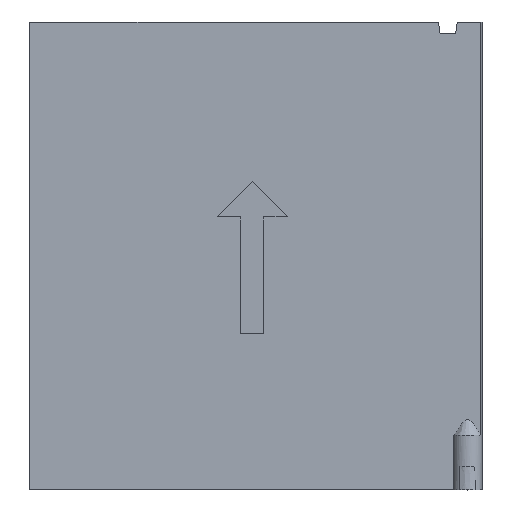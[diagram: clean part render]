
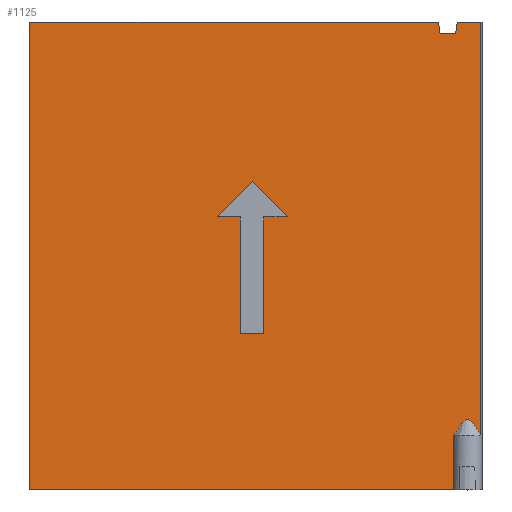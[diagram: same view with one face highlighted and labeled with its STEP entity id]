
A CAD part, top view. The second image highlights one B-rep face of the part: STEP entity #1125.
In plain terms, the highlighted planar face has unit normal (0, 0, 1).
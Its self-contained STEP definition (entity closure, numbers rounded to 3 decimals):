
#344=DIRECTION('',(0.,-1.,0.));
#345=VECTOR('',#344,53.);
#346=CARTESIAN_POINT('',(57.823,0.,0.8));
#347=LINE('',#346,#345);
#351=DIRECTION('',(0.,1.,0.));
#352=VECTOR('',#351,7.);
#353=CARTESIAN_POINT('',(54.377,-60.,0.8));
#354=LINE('',#353,#352);
#358=DIRECTION('',(1.,0.,0.));
#359=VECTOR('',#358,54.377);
#360=CARTESIAN_POINT('',(0.,-60.,0.8));
#361=LINE('',#360,#359);
#365=DIRECTION('',(0.,-1.,0.));
#366=VECTOR('',#365,60.);
#367=CARTESIAN_POINT('',(0.,0.,0.8));
#368=LINE('',#367,#366);
#372=DIRECTION('',(-1.,0.,0.));
#373=VECTOR('',#372,52.4);
#374=CARTESIAN_POINT('',(52.4,0.,0.8));
#375=LINE('',#374,#373);
#379=DIRECTION('',(-0.132,0.991,0.));
#380=VECTOR('',#379,1.513);
#381=CARTESIAN_POINT('',(52.6,-1.5,0.8));
#382=LINE('',#381,#380);
#386=DIRECTION('',(-1.,0.,0.));
#387=VECTOR('',#386,2.);
#388=CARTESIAN_POINT('',(54.6,-1.5,0.8));
#389=LINE('',#388,#387);
#393=DIRECTION('',(-0.132,-0.991,0.));
#394=VECTOR('',#393,1.513);
#395=CARTESIAN_POINT('',(54.8,0.,0.8));
#396=LINE('',#395,#394);
#400=DIRECTION('',(-1.,0.,0.));
#401=VECTOR('',#400,3.023);
#402=CARTESIAN_POINT('',(57.823,0.,0.8));
#403=LINE('',#402,#401);
#407=DIRECTION('',(-0.707,-0.707,0.));
#408=VECTOR('',#407,6.364);
#409=CARTESIAN_POINT('',(28.5,-20.5,0.8));
#410=LINE('',#409,#408);
#414=DIRECTION('',(1.,0.,0.));
#415=VECTOR('',#414,3.);
#416=CARTESIAN_POINT('',(24.,-25.,0.8));
#417=LINE('',#416,#415);
#421=DIRECTION('',(0.,-1.,0.));
#422=VECTOR('',#421,15.);
#423=CARTESIAN_POINT('',(27.,-25.,0.8));
#424=LINE('',#423,#422);
#428=DIRECTION('',(1.,0.,0.));
#429=VECTOR('',#428,3.);
#430=CARTESIAN_POINT('',(27.,-40.,0.8));
#431=LINE('',#430,#429);
#435=DIRECTION('',(0.,1.,0.));
#436=VECTOR('',#435,15.);
#437=CARTESIAN_POINT('',(30.,-40.,0.8));
#438=LINE('',#437,#436);
#442=DIRECTION('',(1.,0.,0.));
#443=VECTOR('',#442,3.);
#444=CARTESIAN_POINT('',(30.,-25.,0.8));
#445=LINE('',#444,#443);
#449=DIRECTION('',(-0.707,0.707,0.));
#450=VECTOR('',#449,6.364);
#451=CARTESIAN_POINT('',(33.,-25.,0.8));
#452=LINE('',#451,#450);
#483=CARTESIAN_POINT('',(54.377,-53.,0.8));
#484=CARTESIAN_POINT('',(54.447,-52.883,0.8));
#485=CARTESIAN_POINT('',(54.584,-52.66,0.8));
#486=CARTESIAN_POINT('',(54.777,-52.354,0.8));
#487=CARTESIAN_POINT('',(54.96,-52.076,0.8));
#488=CARTESIAN_POINT('',(55.133,-51.824,0.8));
#489=CARTESIAN_POINT('',(55.299,-51.6,0.8));
#490=CARTESIAN_POINT('',(55.46,-51.404,0.8));
#491=CARTESIAN_POINT('',(55.618,-51.237,0.8));
#492=CARTESIAN_POINT('',(55.778,-51.105,0.8));
#493=CARTESIAN_POINT('',(55.942,-51.019,0.8));
#494=CARTESIAN_POINT('',(56.1,-50.991,0.8));
#495=CARTESIAN_POINT('',(56.258,-51.019,0.8));
#496=CARTESIAN_POINT('',(56.422,-51.105,0.8));
#497=CARTESIAN_POINT('',(56.582,-51.237,0.8));
#498=CARTESIAN_POINT('',(56.74,-51.404,0.8));
#499=CARTESIAN_POINT('',(56.901,-51.6,0.8));
#500=CARTESIAN_POINT('',(57.067,-51.824,0.8));
#501=CARTESIAN_POINT('',(57.24,-52.076,0.8));
#502=CARTESIAN_POINT('',(57.423,-52.354,0.8));
#503=CARTESIAN_POINT('',(57.616,-52.66,0.8));
#504=CARTESIAN_POINT('',(57.753,-52.883,0.8));
#505=CARTESIAN_POINT('',(57.823,-53.,0.8));
#712=CARTESIAN_POINT('',(0.,0.,0.8));
#713=CARTESIAN_POINT('',(0.,-60.,0.8));
#714=VERTEX_POINT('',#712);
#715=VERTEX_POINT('',#713);
#716=CARTESIAN_POINT('',(52.4,0.,0.8));
#717=VERTEX_POINT('',#716);
#722=CARTESIAN_POINT('',(54.6,-1.5,0.8));
#723=CARTESIAN_POINT('',(52.6,-1.5,0.8));
#724=VERTEX_POINT('',#722);
#725=VERTEX_POINT('',#723);
#728=CARTESIAN_POINT('',(54.8,0.,0.8));
#729=VERTEX_POINT('',#728);
#734=CARTESIAN_POINT('',(54.377,-60.,0.8));
#735=CARTESIAN_POINT('',(54.377,-53.,0.8));
#736=VERTEX_POINT('',#734);
#737=VERTEX_POINT('',#735);
#742=CARTESIAN_POINT('',(57.823,0.,0.8));
#743=CARTESIAN_POINT('',(57.823,-53.,0.8));
#744=VERTEX_POINT('',#742);
#745=VERTEX_POINT('',#743);
#788=CARTESIAN_POINT('',(28.5,-20.5,0.8));
#789=CARTESIAN_POINT('',(24.,-25.,0.8));
#790=VERTEX_POINT('',#788);
#791=VERTEX_POINT('',#789);
#792=CARTESIAN_POINT('',(27.,-25.,0.8));
#793=VERTEX_POINT('',#792);
#794=CARTESIAN_POINT('',(27.,-40.,0.8));
#795=VERTEX_POINT('',#794);
#796=CARTESIAN_POINT('',(30.,-40.,0.8));
#797=VERTEX_POINT('',#796);
#798=CARTESIAN_POINT('',(30.,-25.,0.8));
#799=VERTEX_POINT('',#798);
#800=CARTESIAN_POINT('',(33.,-25.,0.8));
#801=VERTEX_POINT('',#800);
#1091=CARTESIAN_POINT('',(0.,0.,0.8));
#1092=DIRECTION('',(0.,0.,1.));
#1093=DIRECTION('',(1.,0.,0.));
#1094=AXIS2_PLACEMENT_3D('',#1091,#1092,#1093);
#1095=PLANE('',#1094);
#1096=ORIENTED_EDGE('',*,*,#883,.T.);
#1098=ORIENTED_EDGE('',*,*,#1097,.F.);
#1099=ORIENTED_EDGE('',*,*,#879,.F.);
#1100=ORIENTED_EDGE('',*,*,#967,.F.);
#1101=ORIENTED_EDGE('',*,*,#1016,.F.);
#1102=ORIENTED_EDGE('',*,*,#1030,.F.);
#1103=ORIENTED_EDGE('',*,*,#1044,.F.);
#1104=ORIENTED_EDGE('',*,*,#1058,.F.);
#1105=ORIENTED_EDGE('',*,*,#1072,.F.);
#1106=ORIENTED_EDGE('',*,*,#1084,.F.);
#1107=EDGE_LOOP('',(#1096,#1098,#1099,#1100,#1101,#1102,#1103,#1104,#1105,
#1106));
#1108=FACE_OUTER_BOUND('',#1107,.F.);
#1110=ORIENTED_EDGE('',*,*,#1109,.T.);
#1112=ORIENTED_EDGE('',*,*,#1111,.T.);
#1114=ORIENTED_EDGE('',*,*,#1113,.T.);
#1116=ORIENTED_EDGE('',*,*,#1115,.T.);
#1118=ORIENTED_EDGE('',*,*,#1117,.T.);
#1120=ORIENTED_EDGE('',*,*,#1119,.T.);
#1122=ORIENTED_EDGE('',*,*,#1121,.T.);
#1123=EDGE_LOOP('',(#1110,#1112,#1114,#1116,#1118,#1120,#1122));
#1124=FACE_BOUND('',#1123,.F.);
#1125=ADVANCED_FACE('',(#1108,#1124),#1095,.T.);
#506=B_SPLINE_CURVE_WITH_KNOTS('',3,(#483,#484,#485,#486,#487,#488,#489,#490,
#491,#492,#493,#494,#495,#496,#497,#498,#499,#500,#501,#502,#503,#504,#505),
.UNSPECIFIED.,.F.,.F.,(4,1,1,1,1,1,1,1,1,1,1,1,1,1,1,1,1,1,1,1,4),(0.,0.05,
0.1,0.15,0.2,0.25,0.3,0.35,0.4,0.45,0.5,0.55,0.6,0.65,
0.7,0.75,0.8,0.85,0.9,0.95,1.),.UNSPECIFIED.);
#879=EDGE_CURVE('',#736,#737,#354,.T.);
#883=EDGE_CURVE('',#744,#745,#347,.T.);
#967=EDGE_CURVE('',#715,#736,#361,.T.);
#1016=EDGE_CURVE('',#714,#715,#368,.T.);
#1030=EDGE_CURVE('',#717,#714,#375,.T.);
#1044=EDGE_CURVE('',#725,#717,#382,.T.);
#1058=EDGE_CURVE('',#724,#725,#389,.T.);
#1072=EDGE_CURVE('',#729,#724,#396,.T.);
#1084=EDGE_CURVE('',#744,#729,#403,.T.);
#1097=EDGE_CURVE('',#737,#745,#506,.T.);
#1109=EDGE_CURVE('',#790,#791,#410,.T.);
#1111=EDGE_CURVE('',#791,#793,#417,.T.);
#1113=EDGE_CURVE('',#793,#795,#424,.T.);
#1115=EDGE_CURVE('',#795,#797,#431,.T.);
#1117=EDGE_CURVE('',#797,#799,#438,.T.);
#1119=EDGE_CURVE('',#799,#801,#445,.T.);
#1121=EDGE_CURVE('',#801,#790,#452,.T.);
